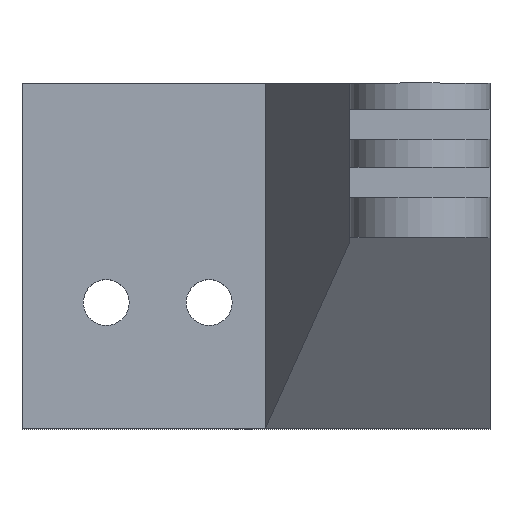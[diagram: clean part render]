
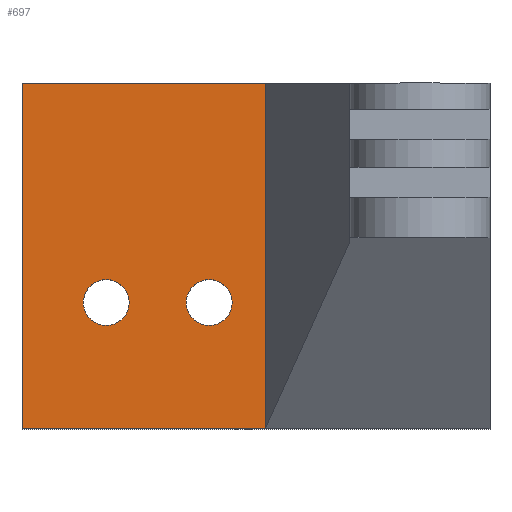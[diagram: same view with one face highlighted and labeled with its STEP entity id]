
A CAD part, top view. The second image highlights one B-rep face of the part: STEP entity #697.
In plain terms, the highlighted planar face has unit normal (0, 0, 1).
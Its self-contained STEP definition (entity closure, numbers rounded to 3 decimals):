
#33=FACE_BOUND('',#111,.T.);
#34=FACE_BOUND('',#112,.T.);
#44=CIRCLE('',#750,2.45);
#45=CIRCLE('',#751,2.45);
#73=FACE_OUTER_BOUND('',#110,.T.);
#110=EDGE_LOOP('',(#475,#476,#477,#478));
#111=EDGE_LOOP('',(#479));
#112=EDGE_LOOP('',(#480));
#160=LINE('',#1033,#233);
#161=LINE('',#1036,#234);
#162=LINE('',#1038,#235);
#163=LINE('',#1039,#236);
#233=VECTOR('',#823,10.);
#234=VECTOR('',#826,10.);
#235=VECTOR('',#827,10.);
#236=VECTOR('',#828,10.);
#303=VERTEX_POINT('',#1026);
#306=VERTEX_POINT('',#1031);
#307=VERTEX_POINT('',#1035);
#308=VERTEX_POINT('',#1037);
#309=VERTEX_POINT('',#1040);
#310=VERTEX_POINT('',#1042);
#373=EDGE_CURVE('',#306,#303,#160,.T.);
#374=EDGE_CURVE('',#306,#307,#161,.T.);
#375=EDGE_CURVE('',#308,#307,#162,.T.);
#376=EDGE_CURVE('',#308,#303,#163,.T.);
#377=EDGE_CURVE('',#309,#309,#44,.T.);
#378=EDGE_CURVE('',#310,#310,#45,.T.);
#475=ORIENTED_EDGE('',*,*,#373,.F.);
#476=ORIENTED_EDGE('',*,*,#374,.T.);
#477=ORIENTED_EDGE('',*,*,#375,.F.);
#478=ORIENTED_EDGE('',*,*,#376,.T.);
#479=ORIENTED_EDGE('',*,*,#377,.T.);
#480=ORIENTED_EDGE('',*,*,#378,.T.);
#674=PLANE('',#749);
#697=ADVANCED_FACE('',(#73,#33,#34),#674,.T.);
#749=AXIS2_PLACEMENT_3D('',#1034,#824,#825);
#750=AXIS2_PLACEMENT_3D('',#1041,#829,#830);
#751=AXIS2_PLACEMENT_3D('',#1043,#831,#832);
#823=DIRECTION('',(0.,-1.,0.));
#824=DIRECTION('center_axis',(0.,0.,1.));
#825=DIRECTION('ref_axis',(0.,-1.,0.));
#826=DIRECTION('',(-1.,0.,0.));
#827=DIRECTION('',(0.,1.,0.));
#828=DIRECTION('',(1.,0.,0.));
#829=DIRECTION('center_axis',(0.,0.,-1.));
#830=DIRECTION('ref_axis',(-1.,0.,0.));
#831=DIRECTION('center_axis',(0.,0.,-1.));
#832=DIRECTION('ref_axis',(-1.,0.,0.));
#1026=CARTESIAN_POINT('',(26.,-13.5,20.15));
#1031=CARTESIAN_POINT('',(26.,23.4,20.15));
#1033=CARTESIAN_POINT('',(26.,9.225,20.15));
#1034=CARTESIAN_POINT('Origin',(0.,13.5,20.15));
#1035=CARTESIAN_POINT('',(0.,23.4,20.15));
#1036=CARTESIAN_POINT('',(8.75,23.4,20.15));
#1037=CARTESIAN_POINT('',(0.,-13.5,20.15));
#1038=CARTESIAN_POINT('',(0.,13.5,20.15));
#1039=CARTESIAN_POINT('',(0.,-13.5,20.15));
#1040=CARTESIAN_POINT('',(11.45,0.,20.15));
#1041=CARTESIAN_POINT('Origin',(9.,0.,20.15));
#1042=CARTESIAN_POINT('',(22.45,0.,20.15));
#1043=CARTESIAN_POINT('Origin',(20.,0.,20.15));
